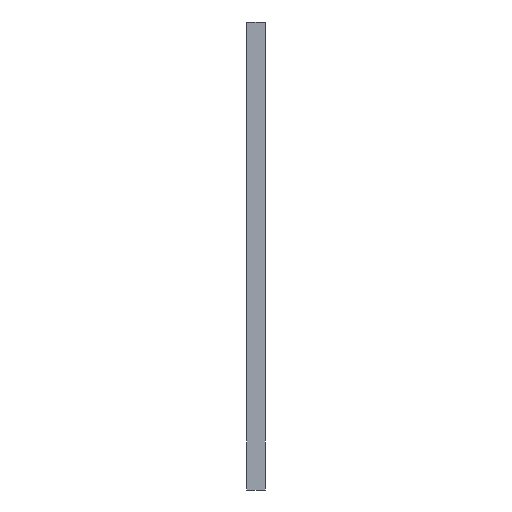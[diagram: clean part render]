
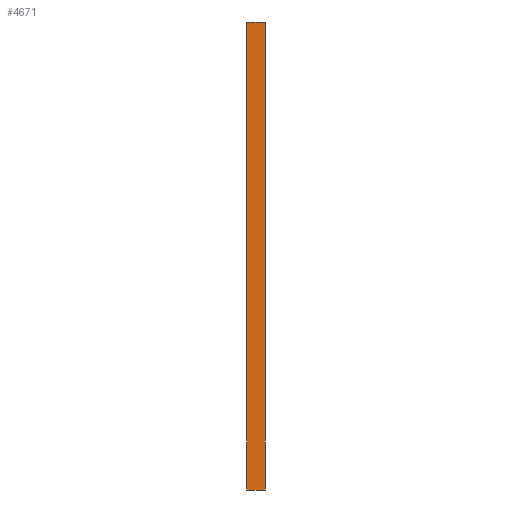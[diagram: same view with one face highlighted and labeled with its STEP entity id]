
A CAD part, left-side view. The second image highlights one B-rep face of the part: STEP entity #4671.
In plain terms, the highlighted planar face has unit normal (-1, 0, 0).
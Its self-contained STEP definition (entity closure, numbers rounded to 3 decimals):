
#674 = CARTESIAN_POINT ( 'NONE',  ( -100., 0., 100. ) ) ;
#742 = VECTOR ( 'NONE', #6615, 1000. ) ;
#751 = ORIENTED_EDGE ( 'NONE', *, *, #7974, .T. ) ;
#1084 = CARTESIAN_POINT ( 'NONE',  ( -100., 8., -100. ) ) ;
#1810 = CARTESIAN_POINT ( 'NONE',  ( -100., 0., -100. ) ) ;
#2337 = ORIENTED_EDGE ( 'NONE', *, *, #3520, .F. ) ;
#2996 = LINE ( 'NONE', #12694, #14046 ) ;
#3121 = CARTESIAN_POINT ( 'NONE',  ( -100., 8., 100. ) ) ;
#3321 = VERTEX_POINT ( 'NONE', #674 ) ;
#3520 = EDGE_CURVE ( 'NONE', #12013, #4076, #2996, .T. ) ;
#4076 = VERTEX_POINT ( 'NONE', #10517 ) ;
#4195 = VERTEX_POINT ( 'NONE', #1810 ) ;
#4197 = DIRECTION ( 'NONE',  ( 0., -1., 0. ) ) ;
#4534 = EDGE_CURVE ( 'NONE', #4195, #3321, #6785, .T. ) ;
#4671 = ADVANCED_FACE ( 'NONE', ( #10550 ), #9068, .F. ) ;
#4691 = EDGE_LOOP ( 'NONE', ( #9358, #8830, #2337, #751 ) ) ;
#4951 = DIRECTION ( 'NONE',  ( 0., 0., -1. ) ) ;
#6288 = VECTOR ( 'NONE', #9929, 1000. ) ;
#6615 = DIRECTION ( 'NONE',  ( 0., 0., 1. ) ) ;
#6785 = LINE ( 'NONE', #14688, #742 ) ;
#6875 = CARTESIAN_POINT ( 'NONE',  ( -100., 8., -100. ) ) ;
#7171 = VECTOR ( 'NONE', #4197, 1000. ) ;
#7974 = EDGE_CURVE ( 'NONE', #12013, #4195, #14457, .T. ) ;
#8830 = ORIENTED_EDGE ( 'NONE', *, *, #10938, .F. ) ;
#8861 = CARTESIAN_POINT ( 'NONE',  ( -100., 8., -100. ) ) ;
#8943 = LINE ( 'NONE', #3121, #6288 ) ;
#9068 = PLANE ( 'NONE',  #9306 ) ;
#9306 = AXIS2_PLACEMENT_3D ( 'NONE', #6875, #10538, #4951 ) ;
#9358 = ORIENTED_EDGE ( 'NONE', *, *, #4534, .T. ) ;
#9929 = DIRECTION ( 'NONE',  ( 0., -1., 0. ) ) ;
#10517 = CARTESIAN_POINT ( 'NONE',  ( -100., 8., 100. ) ) ;
#10538 = DIRECTION ( 'NONE',  ( 1., 0., 0. ) ) ;
#10550 = FACE_OUTER_BOUND ( 'NONE', #4691, .T. ) ;
#10938 = EDGE_CURVE ( 'NONE', #4076, #3321, #8943, .T. ) ;
#12013 = VERTEX_POINT ( 'NONE', #1084 ) ;
#12694 = CARTESIAN_POINT ( 'NONE',  ( -100., 8., -100. ) ) ;
#14046 = VECTOR ( 'NONE', #14092, 1000. ) ;
#14092 = DIRECTION ( 'NONE',  ( 0., 0., 1. ) ) ;
#14457 = LINE ( 'NONE', #8861, #7171 ) ;
#14688 = CARTESIAN_POINT ( 'NONE',  ( -100., 0., -100. ) ) ;
